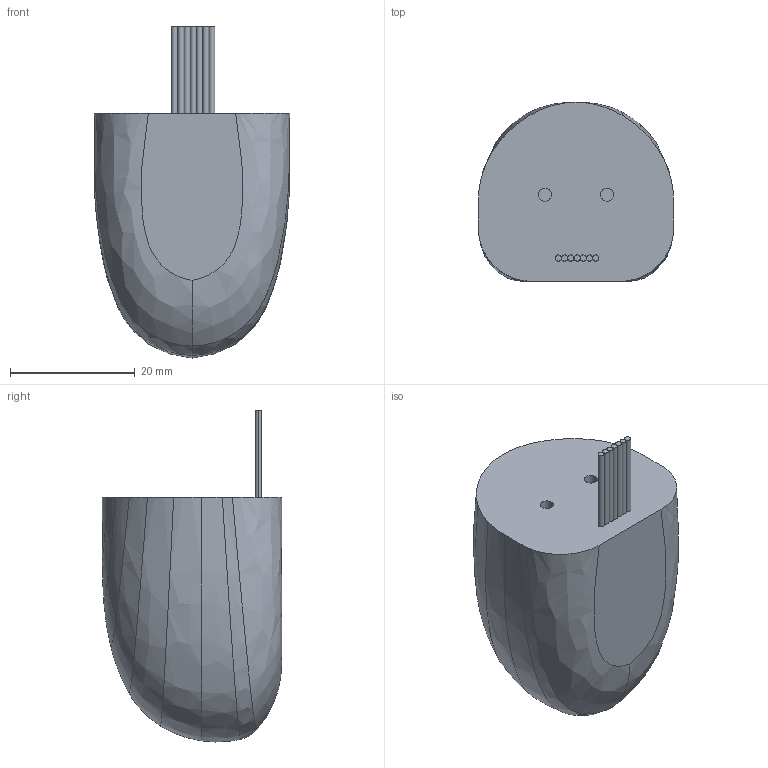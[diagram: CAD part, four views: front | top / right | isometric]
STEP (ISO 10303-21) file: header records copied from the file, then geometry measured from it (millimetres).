
FILE_DESCRIPTION (( 'STEP AP214' ), '1' );
FILE_NAME ('uSCu.STEP', '2025-10-22T09:51:11', ( '' ), ( '' ), 'SwSTEP 2.0', 'SolidWorks 2025', '' );
FILE_SCHEMA (( 'AUTOMOTIVE_DESIGN' ));
Length unit declared in the file: millimetre
Products named in the file (1): uSCu
Bounding box: 31.39 x 28.78 x 53.31 mm (x, y, z)
Volume: 24513.4 mm3; surface area: 4862.1 mm2
Topology: 8 solids, 8 shells, 54 faces, 102 edges, 64 vertices
Faces by surface type: cylinder 18, plane 18, bspline 18
Entity records: 2954 total; most frequent: CARTESIAN_POINT 1882, ORIENTED_EDGE 200, DIRECTION 172, EDGE_CURVE 100, AXIS2_PLACEMENT_3D 74, VERTEX_POINT 64, EDGE_LOOP 56, ADVANCED_FACE 54
